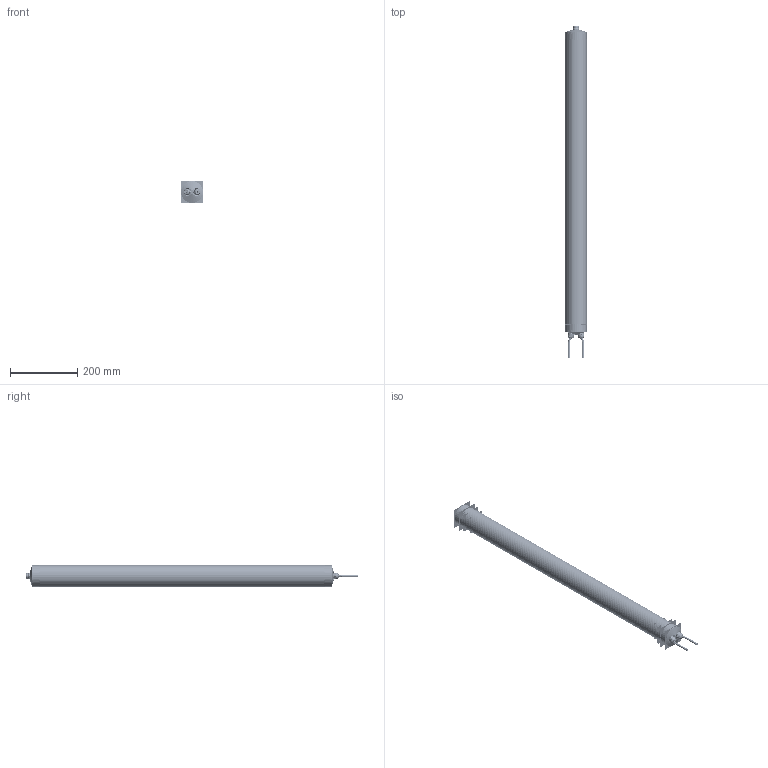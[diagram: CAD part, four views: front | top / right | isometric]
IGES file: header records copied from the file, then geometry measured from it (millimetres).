
Start section:  PTC IGES file: 200898.igs
Global section: file name: 200898.igs; native system: Creo Parametric by PTC Inc.; preprocessor: 2016260; author: pdmadmin; organization: Unknown; date: 20170817.124247; units: millimetre
Bounding box: 66.04 x 987.9 x 66.04 mm (x, y, z)
Volume: 1280691.1 mm3; surface area: 4595490.8 mm2
Topology: 57 solids, 87 shells, 14356 faces, 77500 edges, 100439 vertices
Faces by surface type: bspline 9426, revolution 4930
